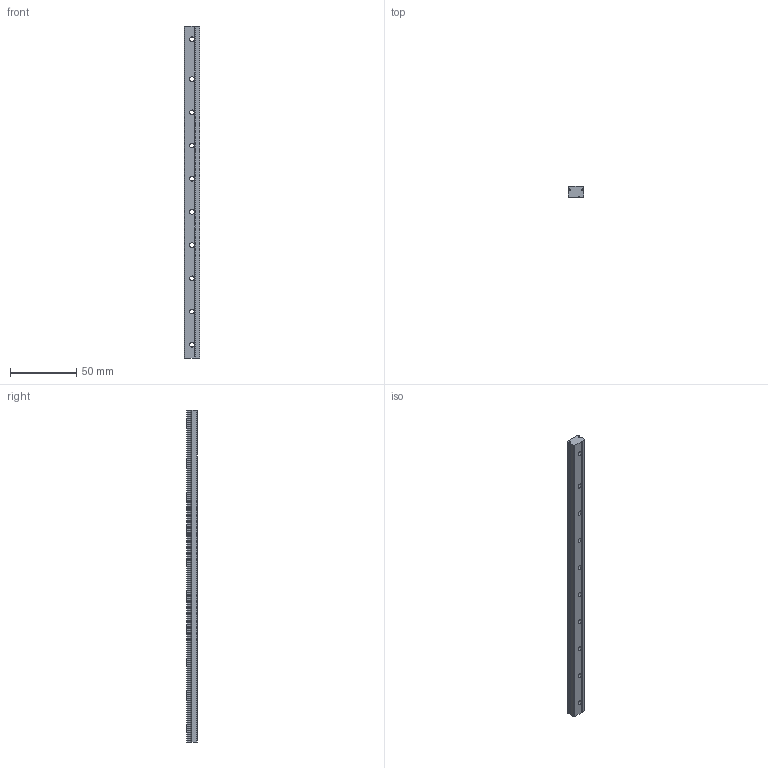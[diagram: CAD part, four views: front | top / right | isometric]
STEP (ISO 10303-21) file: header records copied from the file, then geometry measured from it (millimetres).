
FILE_DESCRIPTION (( 'STEP AP214' ), '1' );
FILE_NAME ('MGN12 LINEAR GUIDE RAIL, CONFIGURABLE, 250 mm.STEP', '2018-10-15T06:56:05', ( '' ), ( '' ), 'SwSTEP 2.0', 'SolidWorks 2018', '' );
FILE_SCHEMA (( 'AUTOMOTIVE_DESIGN' ));
Length unit declared in the file: millimetre
Products named in the file (2): MGN12 LINEAR GUIDE RAIL, CONFIGURABLE, 250 mm
Bounding box: 11.97 x 8 x 250 mm (x, y, z)
Volume: 21092.2 mm3; surface area: 11841.1 mm2
Topology: 1 solids, 1 shells, 88 faces, 258 edges, 172 vertices
Faces by surface type: cylinder 59, plane 29
Entity records: 3149 total; most frequent: CARTESIAN_POINT 610, DIRECTION 556, ORIENTED_EDGE 516, EDGE_CURVE 258, AXIS2_PLACEMENT_3D 218, VERTEX_POINT 172, CIRCLE 128, VECTOR 120
